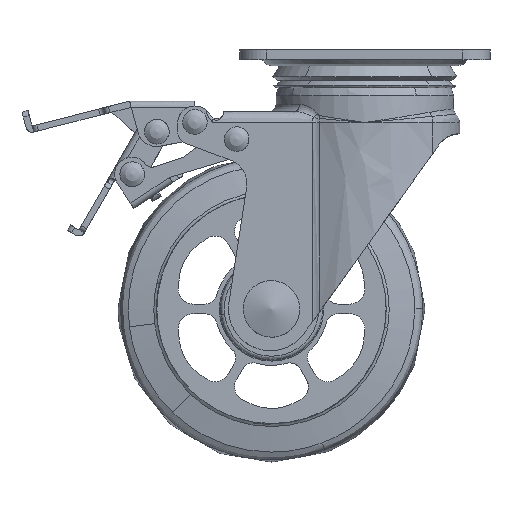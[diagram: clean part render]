
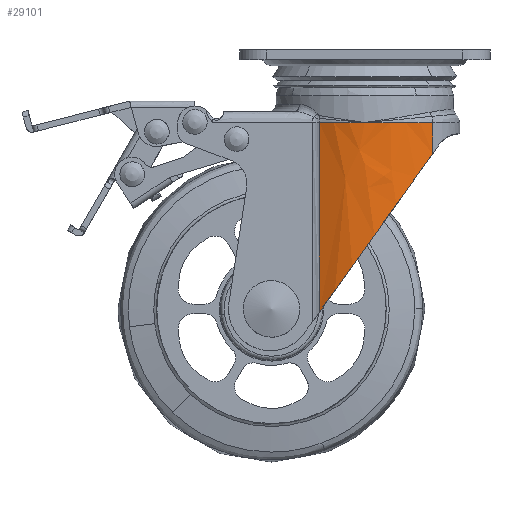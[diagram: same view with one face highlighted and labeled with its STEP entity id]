
A CAD part, front view. The second image highlights one B-rep face of the part: STEP entity #29101.
In plain terms, the highlighted free-form (B-spline) face has degree [1, 2] with [2, 3] control points.
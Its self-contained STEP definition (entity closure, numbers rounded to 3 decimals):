
#24307=CARTESIAN_POINT('',(37.915,-36.15,75.9));
#24308=VERTEX_POINT('',#24307);
#24352=CARTESIAN_POINT('',(38.085,-36.15,75.9));
#24353=VERTEX_POINT('',#24352);
#24354=CARTESIAN_POINT('',(38.085,-36.15,75.9));
#24355=CARTESIAN_POINT('',(37.915,-36.15,75.9));
#24356=QUASI_UNIFORM_CURVE('',1,(#24354,#24355),.UNSPECIFIED.,.F.,.U.);
#24357=EDGE_CURVE('',#24353,#24308,#24356,.T.);
#25915=CARTESIAN_POINT('',(19.456,-31.664,75.9));
#25916=VERTEX_POINT('',#25915);
#25958=CARTESIAN_POINT('',(19.456,-31.664,-1.327));
#25959=VERTEX_POINT('',#25958);
#25969=CARTESIAN_POINT('',(19.456,-31.664,75.9));
#25970=CARTESIAN_POINT('',(19.456,-31.664,-1.327));
#25971=QUASI_UNIFORM_CURVE('',1,(#25969,#25970),.UNSPECIFIED.,.F.,.U.);
#25972=EDGE_CURVE('',#25916,#25959,#25971,.T.);
#28467=CARTESIAN_POINT('',(65.711,-25.211,63.297));
#28468=VERTEX_POINT('',#28467);
#28476=CARTESIAN_POINT('',(65.711,-25.211,63.297));
#28477=CARTESIAN_POINT('',(44.855,-44.717,34.159));
#28478=CARTESIAN_POINT('',(19.456,-31.664,-1.327));
#28486=(BOUNDED_CURVE()B_SPLINE_CURVE(2,(#28476,#28477,#28478),.UNSPECIFIED.,.F.,.U.)CURVE()GEOMETRIC_REPRESENTATION_ITEM()QUASI_UNIFORM_CURVE()RATIONAL_B_SPLINE_CURVE((1.0,0.818,1.0))REPRESENTATION_ITEM(''));
#28487=EDGE_CURVE('',#28468,#25959,#28486,.T.);
#29056=CARTESIAN_POINT('',(66.494,-24.458,-3.257));
#29057=CARTESIAN_POINT('',(66.494,-24.458,77.879));
#29058=CARTESIAN_POINT('',(44.338,-46.322,-3.257));
#29059=CARTESIAN_POINT('',(44.338,-46.322,77.879));
#29060=CARTESIAN_POINT('',(17.485,-30.58,-3.257));
#29061=CARTESIAN_POINT('',(17.485,-30.58,77.879));
#29069=(BOUNDED_SURFACE()B_SPLINE_SURFACE(1,2,((#29056,#29058,#29060),(#29057,#29059,#29061)),.UNSPECIFIED.,.F.,.F.,.U.)B_SPLINE_SURFACE_WITH_KNOTS((2,2),(3,3),(0.0,81.136),(0.0,55.082),.UNSPECIFIED.)GEOMETRIC_REPRESENTATION_ITEM()RATIONAL_B_SPLINE_SURFACE(((1.0,0.793,1.0),(1.0,0.793,1.0)))REPRESENTATION_ITEM('')SURFACE());
#29070=CARTESIAN_POINT('',(37.915,-36.15,75.9));
#29071=CARTESIAN_POINT('',(35.218,-36.145,75.9));
#29072=CARTESIAN_POINT('',(31.125,-35.726,75.9));
#29073=CARTESIAN_POINT('',(24.929,-34.123,75.9));
#29074=CARTESIAN_POINT('',(21.499,-32.714,75.9));
#29075=CARTESIAN_POINT('',(19.456,-31.664,75.9));
#29076=B_SPLINE_CURVE_WITH_KNOTS('',3,(#29070,#29071,#29072,#29073,#29074,#29075),.UNSPECIFIED.,.F.,.U.,(4,1,1,4),(0.,8.089,12.283,19.174),.UNSPECIFIED.);
#29077=EDGE_CURVE('',#24308,#25916,#29076,.T.);
#29078=ORIENTED_EDGE('',*,*,#29077,.T.);
#29079=ORIENTED_EDGE('',*,*,#25972,.T.);
#29080=ORIENTED_EDGE('',*,*,#28487,.F.);
#29081=CARTESIAN_POINT('',(65.711,-25.211,75.9));
#29082=VERTEX_POINT('',#29081);
#29083=CARTESIAN_POINT('',(65.711,-25.211,63.297));
#29084=CARTESIAN_POINT('',(65.711,-25.211,75.9));
#29085=QUASI_UNIFORM_CURVE('',1,(#29083,#29084),.UNSPECIFIED.,.F.,.U.);
#29086=EDGE_CURVE('',#28468,#29082,#29085,.T.);
#29087=ORIENTED_EDGE('',*,*,#29086,.T.);
#29088=CARTESIAN_POINT('',(65.711,-25.211,75.9));
#29089=CARTESIAN_POINT('',(63.512,-27.267,75.9));
#29090=CARTESIAN_POINT('',(59.486,-30.268,75.9));
#29091=CARTESIAN_POINT('',(52.854,-33.522,75.9));
#29092=CARTESIAN_POINT('',(46.006,-35.603,75.9));
#29093=CARTESIAN_POINT('',(40.858,-36.144,75.9));
#29094=CARTESIAN_POINT('',(38.085,-36.15,75.9));
#29095=B_SPLINE_CURVE_WITH_KNOTS('',3,(#29088,#29089,#29090,#29091,#29092,#29093,#29094),.UNSPECIFIED.,.F.,.U.,(4,1,1,1,4),(0.,9.031,14.972,22.102,30.42),.UNSPECIFIED.);
#29096=EDGE_CURVE('',#29082,#24353,#29095,.T.);
#29097=ORIENTED_EDGE('',*,*,#29096,.T.);
#29098=ORIENTED_EDGE('',*,*,#24357,.T.);
#29099=EDGE_LOOP('',(#29078,#29079,#29080,#29087,#29097,#29098));
#29100=FACE_OUTER_BOUND('',#29099,.T.);
#29101=ADVANCED_FACE('',(#29100),#29069,.T.);
